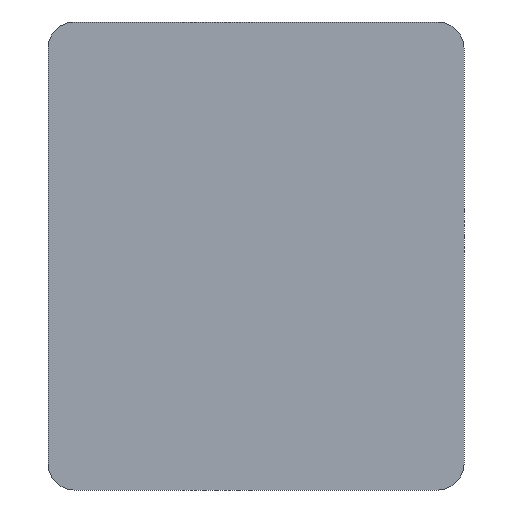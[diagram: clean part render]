
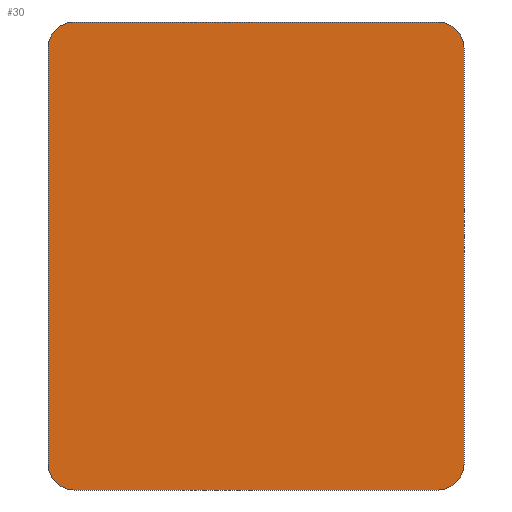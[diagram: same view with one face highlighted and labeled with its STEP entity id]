
A CAD part, front view. The second image highlights one B-rep face of the part: STEP entity #30.
In plain terms, the highlighted planar face has unit normal (0, -1, 0).
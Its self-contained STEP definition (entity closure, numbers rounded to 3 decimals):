
#8 = VERTEX_POINT ( 'NONE', #749 ) ;
#12 = DIRECTION ( 'NONE',  ( 0., 0., -1. ) ) ;
#27 = DIRECTION ( 'NONE',  ( 0., 0., 1. ) ) ;
#30 = ADVANCED_FACE ( 'NONE', ( #305 ), #185, .T. ) ;
#35 = VERTEX_POINT ( 'NONE', #132 ) ;
#55 = LINE ( 'NONE', #575, #331 ) ;
#59 = AXIS2_PLACEMENT_3D ( 'NONE', #548, #822, #1106 ) ;
#76 = AXIS2_PLACEMENT_3D ( 'NONE', #999, #441, #12 ) ;
#87 = ORIENTED_EDGE ( 'NONE', *, *, #762, .T. ) ;
#131 = DIRECTION ( 'NONE',  ( 0., 0., -1. ) ) ;
#132 = CARTESIAN_POINT ( 'NONE',  ( -14., 0., 18. ) ) ;
#142 = CARTESIAN_POINT ( 'NONE',  ( 14., 0., 18. ) ) ;
#185 = PLANE ( 'NONE',  #76 ) ;
#196 = EDGE_LOOP ( 'NONE', ( #784, #87, #641, #256, #856, #442, #705, #678 ) ) ;
#209 = LINE ( 'NONE', #1006, #649 ) ;
#212 = CARTESIAN_POINT ( 'NONE',  ( -16., 0., 18. ) ) ;
#246 = DIRECTION ( 'NONE',  ( 0., -1., 0. ) ) ;
#256 = ORIENTED_EDGE ( 'NONE', *, *, #940, .T. ) ;
#290 = CARTESIAN_POINT ( 'NONE',  ( 14., 0., 16. ) ) ;
#305 = FACE_OUTER_BOUND ( 'NONE', #196, .T. ) ;
#331 = VECTOR ( 'NONE', #834, 1000. ) ;
#349 = CARTESIAN_POINT ( 'NONE',  ( -14., 0., 16. ) ) ;
#371 = CIRCLE ( 'NONE', #512, 2. ) ;
#384 = DIRECTION ( 'NONE',  ( 0., -1., 0. ) ) ;
#436 = EDGE_CURVE ( 'NONE', #35, #696, #523, .T. ) ;
#441 = DIRECTION ( 'NONE',  ( 0., -1., 0. ) ) ;
#442 = ORIENTED_EDGE ( 'NONE', *, *, #869, .T. ) ;
#496 = CIRCLE ( 'NONE', #59, 2. ) ;
#507 = CARTESIAN_POINT ( 'NONE',  ( -16., 0., 18. ) ) ;
#512 = AXIS2_PLACEMENT_3D ( 'NONE', #349, #246, #522 ) ;
#513 = VERTEX_POINT ( 'NONE', #638 ) ;
#522 = DIRECTION ( 'NONE',  ( 0., 0., -1. ) ) ;
#523 = LINE ( 'NONE', #507, #567 ) ;
#538 = EDGE_CURVE ( 'NONE', #597, #696, #970, .T. ) ;
#544 = LINE ( 'NONE', #212, #707 ) ;
#548 = CARTESIAN_POINT ( 'NONE',  ( 14., 0., -16. ) ) ;
#559 = DIRECTION ( 'NONE',  ( 0., 0., -1. ) ) ;
#567 = VECTOR ( 'NONE', #969, 1000. ) ;
#575 = CARTESIAN_POINT ( 'NONE',  ( -16., 0., -18. ) ) ;
#577 = EDGE_CURVE ( 'NONE', #597, #920, #209, .T. ) ;
#597 = VERTEX_POINT ( 'NONE', #631 ) ;
#631 = CARTESIAN_POINT ( 'NONE',  ( 16., 0., 16. ) ) ;
#638 = CARTESIAN_POINT ( 'NONE',  ( -16., 0., -16. ) ) ;
#641 = ORIENTED_EDGE ( 'NONE', *, *, #911, .F. ) ;
#648 = DIRECTION ( 'NONE',  ( 0., -1., 0. ) ) ;
#649 = VECTOR ( 'NONE', #131, 1000. ) ;
#663 = CARTESIAN_POINT ( 'NONE',  ( -16., 0., 16. ) ) ;
#678 = ORIENTED_EDGE ( 'NONE', *, *, #538, .T. ) ;
#685 = VERTEX_POINT ( 'NONE', #663 ) ;
#686 = CARTESIAN_POINT ( 'NONE',  ( -14., 0., -18. ) ) ;
#696 = VERTEX_POINT ( 'NONE', #142 ) ;
#705 = ORIENTED_EDGE ( 'NONE', *, *, #577, .F. ) ;
#707 = VECTOR ( 'NONE', #27, 1000. ) ;
#741 = DIRECTION ( 'NONE',  ( 0., 0., -1. ) ) ;
#749 = CARTESIAN_POINT ( 'NONE',  ( 14., 0., -18. ) ) ;
#762 = EDGE_CURVE ( 'NONE', #35, #685, #371, .T. ) ;
#784 = ORIENTED_EDGE ( 'NONE', *, *, #436, .F. ) ;
#822 = DIRECTION ( 'NONE',  ( 0., -1., 0. ) ) ;
#834 = DIRECTION ( 'NONE',  ( -1., 0., 0. ) ) ;
#856 = ORIENTED_EDGE ( 'NONE', *, *, #1047, .F. ) ;
#869 = EDGE_CURVE ( 'NONE', #8, #920, #496, .T. ) ;
#911 = EDGE_CURVE ( 'NONE', #513, #685, #544, .T. ) ;
#917 = AXIS2_PLACEMENT_3D ( 'NONE', #1009, #384, #741 ) ;
#920 = VERTEX_POINT ( 'NONE', #921 ) ;
#921 = CARTESIAN_POINT ( 'NONE',  ( 16., 0., -16. ) ) ;
#940 = EDGE_CURVE ( 'NONE', #513, #1136, #1011, .T. ) ;
#969 = DIRECTION ( 'NONE',  ( 1., 0., 0. ) ) ;
#970 = CIRCLE ( 'NONE', #1143, 2. ) ;
#999 = CARTESIAN_POINT ( 'NONE',  ( 0., 0., 0. ) ) ;
#1006 = CARTESIAN_POINT ( 'NONE',  ( 16., 0., 18. ) ) ;
#1009 = CARTESIAN_POINT ( 'NONE',  ( -14., 0., -16. ) ) ;
#1011 = CIRCLE ( 'NONE', #917, 2. ) ;
#1047 = EDGE_CURVE ( 'NONE', #8, #1136, #55, .T. ) ;
#1106 = DIRECTION ( 'NONE',  ( 0., 0., -1. ) ) ;
#1136 = VERTEX_POINT ( 'NONE', #686 ) ;
#1143 = AXIS2_PLACEMENT_3D ( 'NONE', #290, #648, #559 ) ;
